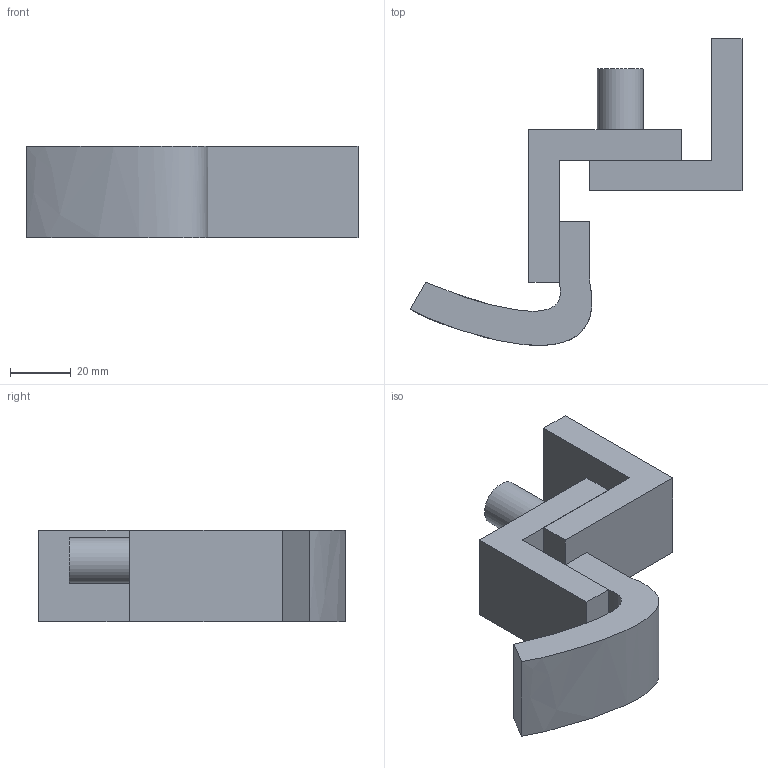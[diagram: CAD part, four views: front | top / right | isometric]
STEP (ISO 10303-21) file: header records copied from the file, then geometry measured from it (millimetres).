
FILE_DESCRIPTION(/* description */ (''),/* implementation_level */ '2;1');
FILE_NAME(/* name */ 'pointInMeshNotCOM.step',/* time_stamp */ '2025-04-27T16:56:41-05:00',/* author */ (''),/* organization */ (''),/* preprocessor_version */ 'ST-DEVELOPER v20.1',/* originating_system */ 'Autodesk Translation Framework v14.4.0.0',/* authorisation */ '');
FILE_SCHEMA (('AUTOMOTIVE_DESIGN { 1 0 10303 214 3 1 1 }'));
Length unit declared in the file: millimetre
Products named in the file (6): pointInMeshNotCOM; L1; SplineBody; Face1; L2; Cyl
Assembly tree (5 placements, depth 2):
  pointInMeshNotCOM
    L1
    SplineBody
    Face1
    L2
    Cyl
Bounding box: 109.06 x 100.8 x 30 mm (x, y, z)
Volume: 84788.5 mm3; surface area: 24695.8 mm2
Topology: 4 solids, 5 shells, 28 faces, 61 edges, 42 vertices
Faces by surface type: plane 25, bspline 2, cylinder 1
Full cylindrical faces by diameter (mm): 15 x1
Entity records: 1343 total; most frequent: CARTESIAN_POINT 567, DIRECTION 133, ORIENTED_EDGE 118, EDGE_CURVE 61, LINE 55, VECTOR 55, VERTEX_POINT 42, AXIS2_PLACEMENT_3D 39
